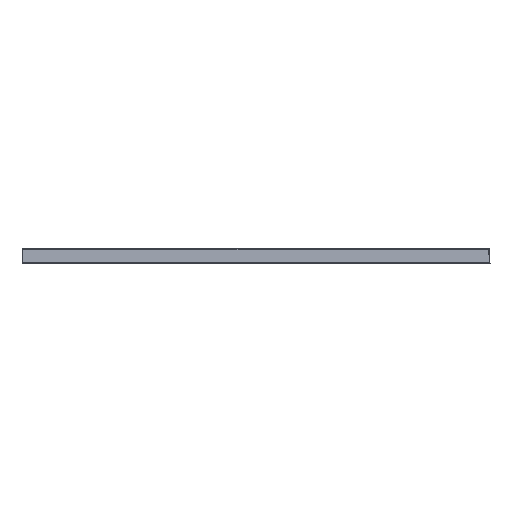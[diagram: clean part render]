
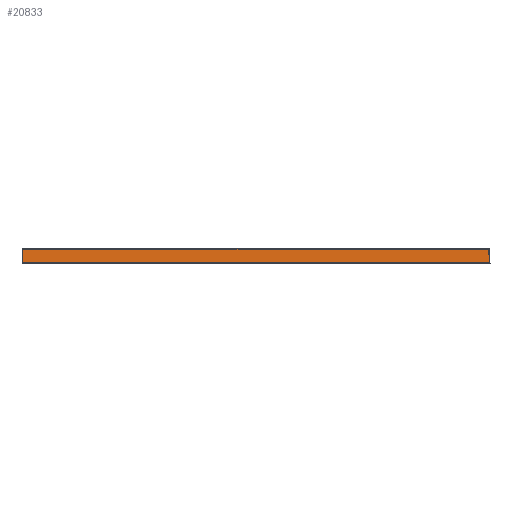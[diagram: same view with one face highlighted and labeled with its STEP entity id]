
A CAD part, top view. The second image highlights one B-rep face of the part: STEP entity #20833.
In plain terms, the highlighted planar face has unit normal (0, 0.035, 0.999).
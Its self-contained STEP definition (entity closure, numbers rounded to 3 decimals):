
#1=CARTESIAN_POINT('',(-600.,-2.001,436.173));
#2=CARTESIAN_POINT('',(-589.753,-2.007,436.173));
#3=CARTESIAN_POINT('',(-553.086,-2.028,436.174));
#4=CARTESIAN_POINT('',(-516.419,-2.039,436.174));
#5=CARTESIAN_POINT('',(-490.,-2.039,436.174));
#7=CARTESIAN_POINT('',(490.,-2.039,436.174));
#8=CARTESIAN_POINT('',(512.52,-2.039,436.174));
#9=CARTESIAN_POINT('',(557.35,-2.027,436.174));
#10=CARTESIAN_POINT('',(626.241,-1.986,436.173));
#11=CARTESIAN_POINT('',(672.611,-1.95,436.171));
#12=CARTESIAN_POINT('',(696.672,-1.932,436.171));
#14=DIRECTION('',(0.035,-0.999,0.035));
#15=VECTOR('',#14,38.115);
#16=CARTESIAN_POINT('',(696.672,-1.932,436.171));
#17=LINE('',#16,#15);
#18=DIRECTION('',(0.,-0.999,0.035));
#19=VECTOR('',#18,38.022);
#20=CARTESIAN_POINT('',(-600.,-2.001,436.173));
#21=LINE('',#20,#19);
#116=DIRECTION('',(1.,0.,0.));
#117=VECTOR('',#116,1298.001);
#118=CARTESIAN_POINT('',(-600.,-40.,437.5));
#119=LINE('',#118,#117);
#657=CARTESIAN_POINT('',(490.,-2.039,436.174));
#658=CARTESIAN_POINT('',(480.595,-2.039,436.174));
#659=CARTESIAN_POINT('',(462.266,-2.038,436.174));
#660=CARTESIAN_POINT('',(436.502,-2.036,436.174));
#661=CARTESIAN_POINT('',(411.604,-2.033,436.174));
#662=CARTESIAN_POINT('',(386.59,-2.028,436.174));
#663=CARTESIAN_POINT('',(362.867,-2.023,436.174));
#664=CARTESIAN_POINT('',(338.492,-2.018,436.174));
#665=CARTESIAN_POINT('',(313.269,-2.011,436.173));
#666=CARTESIAN_POINT('',(287.125,-2.004,436.173));
#667=CARTESIAN_POINT('',(258.602,-1.996,436.173));
#668=CARTESIAN_POINT('',(226.769,-1.987,436.173));
#669=CARTESIAN_POINT('',(190.653,-1.977,436.172));
#670=CARTESIAN_POINT('',(149.069,-1.966,436.172));
#671=CARTESIAN_POINT('',(117.09,-1.959,436.172));
#672=CARTESIAN_POINT('',(100.087,-1.955,436.171));
#704=DIRECTION('',(-1.,0.,0.));
#705=VECTOR('',#704,100.087);
#706=CARTESIAN_POINT('',(100.087,-1.955,436.171));
#707=LINE('',#706,#705);
#713=DIRECTION('',(-1.,0.,0.));
#714=VECTOR('',#713,100.087);
#715=CARTESIAN_POINT('',(0.,-1.955,
436.171));
#716=LINE('',#715,#714);
#747=CARTESIAN_POINT('',(-100.087,-1.955,436.171));
#748=CARTESIAN_POINT('',(-143.442,-1.964,436.172));
#749=CARTESIAN_POINT('',(-230.131,-1.983,436.172));
#750=CARTESIAN_POINT('',(-360.102,-2.011,436.173));
#751=CARTESIAN_POINT('',(-446.708,-2.029,436.174));
#752=CARTESIAN_POINT('',(-490.,-2.039,436.174));
#18976=CARTESIAN_POINT('',(-600.,-2.001,436.173));
#18977=CARTESIAN_POINT('',(-600.,-40.,437.5));
#18978=VERTEX_POINT('',#18976);
#18979=VERTEX_POINT('',#18977);
#18980=VERTEX_POINT('',#5);
#18981=VERTEX_POINT('',#747);
#18982=CARTESIAN_POINT('',(0.,-1.955,
436.171));
#18983=VERTEX_POINT('',#18982);
#18984=CARTESIAN_POINT('',(100.087,-1.955,
436.171));
#18985=VERTEX_POINT('',#18984);
#18986=VERTEX_POINT('',#657);
#18987=VERTEX_POINT('',#12);
#18988=CARTESIAN_POINT('',(698.001,-40.,
437.5));
#18989=VERTEX_POINT('',#18988);
#20808=CARTESIAN_POINT('',(49.001,-20.966,
436.835));
#20809=DIRECTION('',(0.,0.035,0.999));
#20810=DIRECTION('',(0.,0.999,-0.035));
#20811=AXIS2_PLACEMENT_3D('',#20808,#20809,#20810);
#20812=PLANE('',#20811);
#20814=ORIENTED_EDGE('',*,*,#20813,.F.);
#20816=ORIENTED_EDGE('',*,*,#20815,.T.);
#20818=ORIENTED_EDGE('',*,*,#20817,.F.);
#20820=ORIENTED_EDGE('',*,*,#20819,.F.);
#20822=ORIENTED_EDGE('',*,*,#20821,.F.);
#20824=ORIENTED_EDGE('',*,*,#20823,.F.);
#20826=ORIENTED_EDGE('',*,*,#20825,.T.);
#20828=ORIENTED_EDGE('',*,*,#20827,.T.);
#20830=ORIENTED_EDGE('',*,*,#20829,.F.);
#20831=EDGE_LOOP('',(#20814,#20816,#20818,#20820,#20822,#20824,#20826,#20828,
#20830));
#20832=FACE_OUTER_BOUND('',#20831,.F.);
#20833=ADVANCED_FACE('',(#20832),#20812,.T.);
#6=B_SPLINE_CURVE_WITH_KNOTS('',3,(#1,#2,#3,#4,#5),.UNSPECIFIED.,.F.,.F.,(4,1,
4),(0.,0.279,1.),.UNSPECIFIED.);
#13=B_SPLINE_CURVE_WITH_KNOTS('',3,(#7,#8,#9,#10,#11,#12),.UNSPECIFIED.,.F.,.F.,
(4,1,1,4),(0.,0.327,0.651,1.),.UNSPECIFIED.);
#673=B_SPLINE_CURVE_WITH_KNOTS('',3,(#657,#658,#659,#660,#661,#662,#663,#664,
#665,#666,#667,#668,#669,#670,#671,#672),.UNSPECIFIED.,.F.,.F.,(4,1,1,1,1,1,1,1,
1,1,1,1,1,4),(0.,0.077,0.154,0.231,
0.308,0.385,0.462,0.538,
0.615,0.692,0.769,0.846,
0.923,1.),.UNSPECIFIED.);
#753=B_SPLINE_CURVE_WITH_KNOTS('',3,(#747,#748,#749,#750,#751,#752),
.UNSPECIFIED.,.F.,.F.,(4,1,1,4),(0.,0.333,0.667,1.),
.UNSPECIFIED.);
#20813=EDGE_CURVE('',#18978,#18979,#21,.T.);
#20815=EDGE_CURVE('',#18978,#18980,#6,.T.);
#20817=EDGE_CURVE('',#18981,#18980,#753,.T.);
#20819=EDGE_CURVE('',#18983,#18981,#716,.T.);
#20821=EDGE_CURVE('',#18985,#18983,#707,.T.);
#20823=EDGE_CURVE('',#18986,#18985,#673,.T.);
#20825=EDGE_CURVE('',#18986,#18987,#13,.T.);
#20827=EDGE_CURVE('',#18987,#18989,#17,.T.);
#20829=EDGE_CURVE('',#18979,#18989,#119,.T.);
